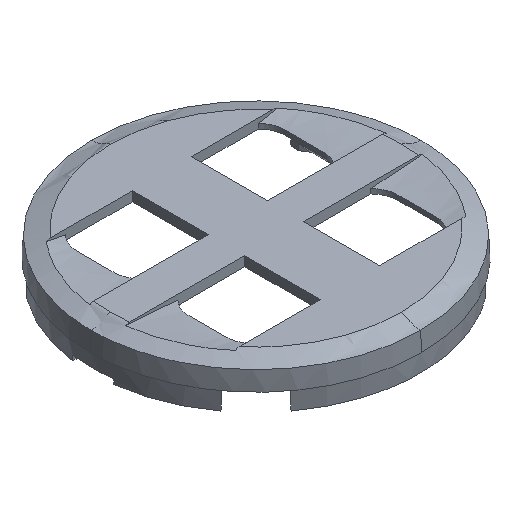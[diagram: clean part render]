
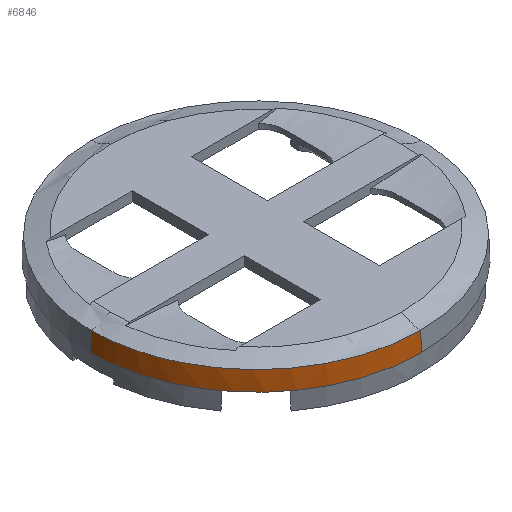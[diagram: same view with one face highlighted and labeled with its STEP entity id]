
A CAD part, isometric view. The second image highlights one B-rep face of the part: STEP entity #6846.
In plain terms, the highlighted free-form (B-spline) face has degree [5, 1] with [15, 2] control points.
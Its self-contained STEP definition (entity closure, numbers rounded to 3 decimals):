
#3472=CARTESIAN_POINT('Vertex',(-26.5,0.,5.5)) ;
#3510=CARTESIAN_POINT('Vertex',(0.,-26.5,5.5)) ;
#3514=CARTESIAN_POINT('Control Point',(0.,-26.5,5.5)) ;
#3515=CARTESIAN_POINT('Control Point',(-2.356,-26.5,5.5)) ;
#3516=CARTESIAN_POINT('Control Point',(-4.712,-26.238,5.5)) ;
#3517=CARTESIAN_POINT('Control Point',(-7.03,-25.714,5.5)) ;
#3518=CARTESIAN_POINT('Control Point',(-11.509,-24.161,5.5)) ;
#3519=CARTESIAN_POINT('Control Point',(-15.538,-21.661,5.5)) ;
#3520=CARTESIAN_POINT('Control Point',(-17.405,-20.192,5.5)) ;
#3521=CARTESIAN_POINT('Control Point',(-20.781,-16.862,5.5)) ;
#3522=CARTESIAN_POINT('Control Point',(-23.344,-12.873,5.5)) ;
#3523=CARTESIAN_POINT('Control Point',(-24.397,-10.743,5.5)) ;
#3524=CARTESIAN_POINT('Control Point',(-25.636,-7.326,5.5)) ;
#3525=CARTESIAN_POINT('Control Point',(-26.277,-3.764,5.5)) ;
#3526=CARTESIAN_POINT('Control Point',(-26.426,-2.513,5.5)) ;
#3527=CARTESIAN_POINT('Control Point',(-26.5,-1.257,5.5)) ;
#3528=CARTESIAN_POINT('Control Point',(-26.5,0.,5.5)) ;
#4873=CARTESIAN_POINT('Control Point',(-26.342,0.,8.511)) ;
#4874=CARTESIAN_POINT('Control Point',(-26.5,0.,5.5)) ;
#4875=CARTESIAN_POINT('Vertex',(-26.342,0.,8.511)) ;
#6787=CARTESIAN_POINT('Control Point',(0.,-26.342,8.511)) ;
#6788=CARTESIAN_POINT('Control Point',(0.,-26.5,5.5)) ;
#6789=CARTESIAN_POINT('Control Point',(-2.315,-26.342,8.511)) ;
#6790=CARTESIAN_POINT('Control Point',(-2.329,-26.5,5.5)) ;
#6791=CARTESIAN_POINT('Control Point',(-4.63,-26.088,8.511)) ;
#6792=CARTESIAN_POINT('Control Point',(-4.658,-26.244,5.5)) ;
#6793=CARTESIAN_POINT('Control Point',(-6.908,-25.579,8.511)) ;
#6794=CARTESIAN_POINT('Control Point',(-6.95,-25.732,5.5)) ;
#6795=CARTESIAN_POINT('Control Point',(-11.315,-24.07,8.511)) ;
#6796=CARTESIAN_POINT('Control Point',(-11.383,-24.214,5.5)) ;
#6797=CARTESIAN_POINT('Control Point',(-15.289,-21.639,8.511)) ;
#6798=CARTESIAN_POINT('Control Point',(-15.381,-21.769,5.5)) ;
#6799=CARTESIAN_POINT('Control Point',(-17.134,-20.21,8.511)) ;
#6800=CARTESIAN_POINT('Control Point',(-17.237,-20.331,5.5)) ;
#6801=CARTESIAN_POINT('Control Point',(-20.48,-16.969,8.511)) ;
#6802=CARTESIAN_POINT('Control Point',(-20.603,-17.071,5.5)) ;
#6803=CARTESIAN_POINT('Control Point',(-23.043,-13.079,8.511)) ;
#6804=CARTESIAN_POINT('Control Point',(-23.181,-13.157,5.5)) ;
#6805=CARTESIAN_POINT('Control Point',(-24.104,-11.,8.511)) ;
#6806=CARTESIAN_POINT('Control Point',(-24.249,-11.066,5.5)) ;
#6807=CARTESIAN_POINT('Control Point',(-25.403,-7.571,8.511)) ;
#6808=CARTESIAN_POINT('Control Point',(-25.555,-7.616,5.5)) ;
#6809=CARTESIAN_POINT('Control Point',(-26.09,-3.983,8.511)) ;
#6810=CARTESIAN_POINT('Control Point',(-26.247,-4.007,5.5)) ;
#6811=CARTESIAN_POINT('Control Point',(-26.258,-2.66,8.511)) ;
#6812=CARTESIAN_POINT('Control Point',(-26.416,-2.676,5.5)) ;
#6813=CARTESIAN_POINT('Control Point',(-26.342,-1.33,8.511)) ;
#6814=CARTESIAN_POINT('Control Point',(-26.5,-1.338,5.5)) ;
#6815=CARTESIAN_POINT('Control Point',(-26.342,0.,8.511)) ;
#6816=CARTESIAN_POINT('Control Point',(-26.5,0.,5.5)) ;
#6818=CARTESIAN_POINT('Control Point',(0.,-26.342,8.511)) ;
#6819=CARTESIAN_POINT('Control Point',(0.,-26.5,5.5)) ;
#6820=CARTESIAN_POINT('Vertex',(0.,-26.342,8.511)) ;
#6824=CARTESIAN_POINT('Control Point',(0.,-26.342,8.511)) ;
#6825=CARTESIAN_POINT('Control Point',(-4.965,-26.342,8.511)) ;
#6826=CARTESIAN_POINT('Control Point',(-9.931,-25.172,8.511)) ;
#6827=CARTESIAN_POINT('Control Point',(-14.528,-22.83,8.511)) ;
#6828=CARTESIAN_POINT('Control Point',(-19.681,-18.391,8.511)) ;
#6829=CARTESIAN_POINT('Control Point',(-23.152,-12.729,8.511)) ;
#6830=CARTESIAN_POINT('Control Point',(-23.906,-11.248,8.511)) ;
#6831=CARTESIAN_POINT('Control Point',(-24.897,-8.856,8.511)) ;
#6832=CARTESIAN_POINT('Control Point',(-25.586,-6.367,8.511)) ;
#6833=CARTESIAN_POINT('Control Point',(-25.76,-5.582,8.511)) ;
#6834=CARTESIAN_POINT('Control Point',(-26.044,-4.125,8.511)) ;
#6835=CARTESIAN_POINT('Control Point',(-26.224,-2.651,8.511)) ;
#6836=CARTESIAN_POINT('Control Point',(-26.302,-1.851,8.511)) ;
#6837=CARTESIAN_POINT('Control Point',(-26.342,-0.925,8.511)) ;
#6838=CARTESIAN_POINT('Control Point',(-26.342,0.,8.511)) ;
#6841=ORIENTED_EDGE('',*,*,#3529,.F.) ;
#6842=ORIENTED_EDGE('',*,*,#6822,.T.) ;
#6843=ORIENTED_EDGE('',*,*,#6839,.F.) ;
#6844=ORIENTED_EDGE('',*,*,#4877,.T.) ;
#6846=ADVANCED_FACE('ED04397_A.1\\Corps principal',(#6845),#6786,.T.) ;
#3513=B_SPLINE_CURVE_WITH_KNOTS('',5,(#3514,#3515,#3516,#3517,#3518,#3519,#3520,#3521,#3522,#3523,#3524,#3525,#3526,#3527,#3528),.UNSPECIFIED.,.F.,.U.,(6,3,3,3,6),(0.,16.132,32.265,48.398,57.001),.UNSPECIFIED.) ;
#4872=B_SPLINE_CURVE_WITH_KNOTS('',1,(#4873,#4874),.UNSPECIFIED.,.F.,.U.,(2,2),(0.,4.264),.UNSPECIFIED.) ;
#6817=B_SPLINE_CURVE_WITH_KNOTS('',1,(#6818,#6819),.UNSPECIFIED.,.F.,.U.,(2,2),(-3.015,0.),.UNSPECIFIED.) ;
#6823=B_SPLINE_CURVE_WITH_KNOTS('',5,(#6824,#6825,#6826,#6827,#6828,#6829,#6830,#6831,#6832,#6833,#6834,#6835,#6836,#6837,#6838),.UNSPECIFIED.,.F.,.U.,(6,3,3,3,6),(0.,41.42,55.227,62.946,70.665),.UNSPECIFIED.) ;
#6786=B_SPLINE_SURFACE_WITH_KNOTS('',5,1,((#6787,#6788),(#6789,#6790),(#6791,#6792),(#6793,#6794),(#6795,#6796),(#6797,#6798),(#6799,#6800),(#6801,#6802),(#6803,#6804),(#6805,#6806),(#6807,#6808),(#6809,#6810),(#6811,#6812),(#6813,#6814),(#6815,#6816)),.UNSPECIFIED.,.F.,.F.,.U.,(6,3,3,3,6),(2,2),(0.,15.946,31.893,47.839,57.001),(-3.015,0.),.UNSPECIFIED.) ;
#3529=EDGE_CURVE('',#3511,#3473,#3513,.T.) ;
#4877=EDGE_CURVE('',#4876,#3473,#4872,.T.) ;
#6822=EDGE_CURVE('',#3511,#6821,#6817,.F.) ;
#6839=EDGE_CURVE('',#4876,#6821,#6823,.F.) ;
#6840=EDGE_LOOP('',(#6841,#6842,#6843,#6844)) ;
#6845=FACE_OUTER_BOUND('',#6840,.T.) ;
#3473=VERTEX_POINT('',#3472) ;
#3511=VERTEX_POINT('',#3510) ;
#4876=VERTEX_POINT('',#4875) ;
#6821=VERTEX_POINT('',#6820) ;
